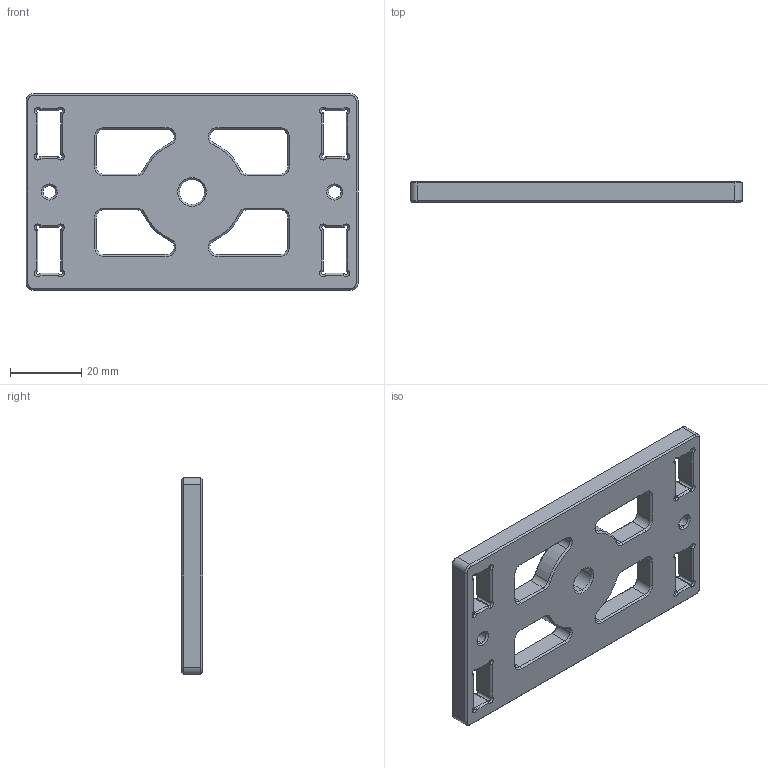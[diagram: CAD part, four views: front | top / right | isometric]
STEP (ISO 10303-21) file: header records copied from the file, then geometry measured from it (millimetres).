
FILE_DESCRIPTION (( 'STEP AP214' ), '1' );
FILE_NAME ('Top plate.STEP', '2021-04-08T08:17:35', ( '' ), ( '' ), 'SwSTEP 2.0', 'SolidWorks 2018', '' );
FILE_SCHEMA (( 'AUTOMOTIVE_DESIGN' ));
Length unit declared in the file: millimetre
Products named in the file (1): Top plate
Bounding box: 93 x 6 x 55 mm (x, y, z)
Volume: 22872.3 mm3; surface area: 11807.7 mm2
Topology: 1 solids, 1 shells, 390 faces, 910 edges, 460 vertices
Faces by surface type: cone 184, plane 112, cylinder 94
Entity records: 10368 total; most frequent: DIRECTION 1944, CARTESIAN_POINT 1697, ORIENTED_EDGE 1692, EDGE_CURVE 846, AXIS2_PLACEMENT_3D 707, LINE 530, VECTOR 530, VERTEX_POINT 460
